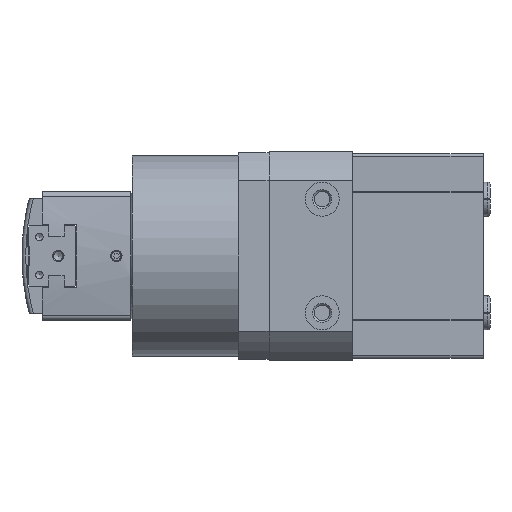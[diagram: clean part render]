
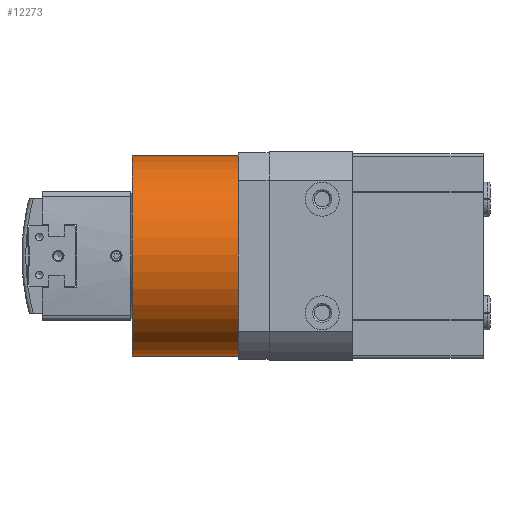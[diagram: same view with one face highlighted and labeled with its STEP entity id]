
A CAD part, left-side view. The second image highlights one B-rep face of the part: STEP entity #12273.
In plain terms, the highlighted cylindrical face has radius 26.5 mm (diameter 53 mm), a partial arc.
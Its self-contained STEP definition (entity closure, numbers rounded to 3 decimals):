
#354=CYLINDRICAL_SURFACE('',#14679,26.5);
#697=CIRCLE('',#14671,26.5);
#698=CIRCLE('',#14673,26.5);
#1437=LINE('',#20814,#2539);
#1441=LINE('',#20826,#2543);
#2539=VECTOR('',#17083,1000.);
#2543=VECTOR('',#17093,1000.);
#4802=ORIENTED_EDGE('',*,*,#7283,.T.);
#4803=ORIENTED_EDGE('',*,*,#7235,.F.);
#4804=ORIENTED_EDGE('',*,*,#7281,.F.);
#4805=ORIENTED_EDGE('',*,*,#7229,.T.);
#7229=EDGE_CURVE('',#8670,#8669,#1437,.T.);
#7235=EDGE_CURVE('',#8674,#8675,#1441,.T.);
#7281=EDGE_CURVE('',#8670,#8674,#697,.T.);
#7283=EDGE_CURVE('',#8669,#8675,#698,.T.);
#8669=VERTEX_POINT('',#20813);
#8670=VERTEX_POINT('',#20815);
#8674=VERTEX_POINT('',#20825);
#8675=VERTEX_POINT('',#20827);
#9859=EDGE_LOOP('',(#4802,#4803,#4804,#4805));
#10915=FACE_BOUND('',#9859,.T.);
#12273=ADVANCED_FACE('',(#10915),#354,.T.);
#14671=AXIS2_PLACEMENT_3D('',#20913,#17174,#17175);
#14673=AXIS2_PLACEMENT_3D('',#20917,#17179,#17180);
#14679=AXIS2_PLACEMENT_3D('',#20941,#17202,#17203);
#17083=DIRECTION('',(0.,-1.,0.));
#17093=DIRECTION('',(0.,-1.,0.));
#17174=DIRECTION('',(0.,1.,0.));
#17175=DIRECTION('',(1.,0.,0.));
#17179=DIRECTION('',(0.,1.,0.));
#17180=DIRECTION('',(1.,0.,0.));
#17202=DIRECTION('',(0.,-1.,0.));
#17203=DIRECTION('',(0.,0.,-1.));
#20813=CARTESIAN_POINT('',(25.183,0.,8.25));
#20814=CARTESIAN_POINT('',(25.183,28.,8.25));
#20815=CARTESIAN_POINT('',(25.183,28.,8.25));
#20825=CARTESIAN_POINT('',(-25.047,28.,8.655));
#20826=CARTESIAN_POINT('',(-25.047,28.,8.655));
#20827=CARTESIAN_POINT('',(-25.047,0.,8.655));
#20913=CARTESIAN_POINT('',(0.,28.,0.));
#20917=CARTESIAN_POINT('',(0.,0.,0.));
#20941=CARTESIAN_POINT('',(0.,28.,0.));
